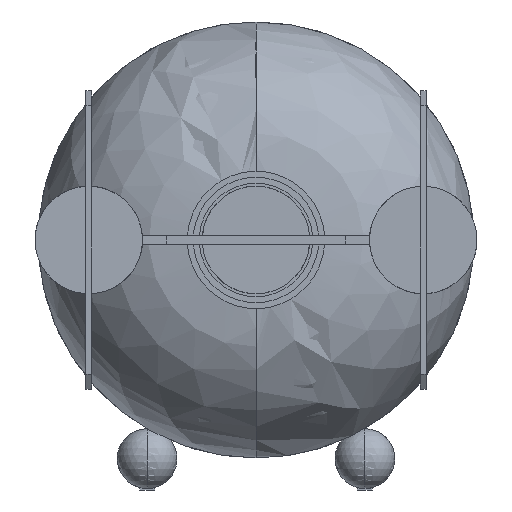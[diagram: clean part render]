
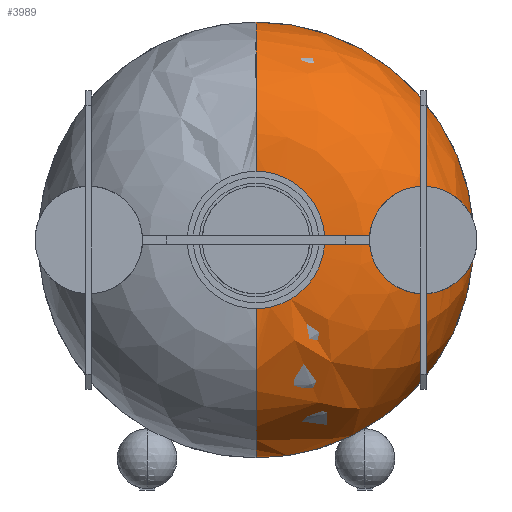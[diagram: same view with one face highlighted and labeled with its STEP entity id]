
A CAD part, left-side view. The second image highlights one B-rep face of the part: STEP entity #3989.
In plain terms, the highlighted free-form (B-spline) face has degree [5, 6] with [11, 7] control points.
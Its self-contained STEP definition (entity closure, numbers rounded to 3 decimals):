
#3706=CARTESIAN_POINT('NONE',(-150.,0.,23.));
#3707=VERTEX_POINT('NONE',#3706);
#3708=CARTESIAN_POINT('NONE',(-150.,0.,-23.));
#3709=VERTEX_POINT('NONE',#3708);
#3710=B_SPLINE_CURVE_WITH_KNOTS('*CRV393',5,(#3711,#3712,#3713,#3714,#3715,#3716,#3717,#3718,#3719,#3720,#3721),.UNSPECIFIED.,.U.,.U.,(6,5,6),(0.,1.,2.),.UNSPECIFIED.);
#3711=CARTESIAN_POINT('NONE',(-150.,-0.001,23.));
#3712=CARTESIAN_POINT('NONE',(-150.,-7.,22.998));
#3713=CARTESIAN_POINT('NONE',(-150.,-14.007,20.345));
#3714=CARTESIAN_POINT('NONE',(-150.,-19.634,14.987));
#3715=CARTESIAN_POINT('NONE',(-150.,-22.627,8.118));
#3716=CARTESIAN_POINT('NONE',(-150.,-22.972,1.129));
#3717=CARTESIAN_POINT('NONE',(-150.,-23.335,-6.311));
#3718=CARTESIAN_POINT('NONE',(-150.,-20.702,-13.913));
#3719=CARTESIAN_POINT('NONE',(-150.,-14.913,-19.993));
#3720=CARTESIAN_POINT('NONE',(-150.,-7.45,-22.997));
#3721=CARTESIAN_POINT('NONE',(-150.,-0.001,-23.));
#3722=EDGE_CURVE('NONE',#3707,#3709,#3710,.T.);
#3834=B_SPLINE_CURVE_WITH_KNOTS('*CRV400',8,(#3835,#3836,#3837,#3838,#3839,#3840,#3841,#3842,#3843),.UNSPECIFIED.,.U.,.U.,(9,9),(0.,1.),.UNSPECIFIED.);
#3835=CARTESIAN_POINT('NONE',(-100.,0.,73.));
#3836=CARTESIAN_POINT('NONE',(-100.,-28.667,73.001));
#3837=CARTESIAN_POINT('NONE',(-100.,-57.335,60.129));
#3838=CARTESIAN_POINT('NONE',(-100.,-79.262,34.419));
#3839=CARTESIAN_POINT('NONE',(-100.,-87.733,0.));
#3840=CARTESIAN_POINT('NONE',(-100.,-79.262,-34.419));
#3841=CARTESIAN_POINT('NONE',(-100.,-57.335,-60.129));
#3842=CARTESIAN_POINT('NONE',(-100.,-28.667,-73.001));
#3843=CARTESIAN_POINT('NONE',(-100.,0.,-73.));
#3844=EDGE_CURVE('NONE',#3887,#3868,#3834,.T.);
#3867=CARTESIAN_POINT('NONE',(-100.,0.,-73.));
#3868=VERTEX_POINT('NONE',#3867);
#3885=ORIENTED_EDGE('NONE',*,*,#3722,.F.);
#3886=CARTESIAN_POINT('NONE',(-100.,0.,73.));
#3887=VERTEX_POINT('NONE',#3886);
#3888=B_SPLINE_CURVE_WITH_KNOTS('*CRV403',6,(#3889,#3890,#3891,#3892,#3893,#3894,#3895),.UNSPECIFIED.,.U.,.U.,(7,7),(0.,1.),.UNSPECIFIED.);
#3889=CARTESIAN_POINT('NONE',(-100.,0.,73.));
#3890=CARTESIAN_POINT('NONE',(-113.09,0.,73.));
#3891=CARTESIAN_POINT('NONE',(-126.178,0.,68.889));
#3892=CARTESIAN_POINT('NONE',(-137.66,0.,60.66));
#3893=CARTESIAN_POINT('NONE',(-145.889,-0.001,49.178));
#3894=CARTESIAN_POINT('NONE',(-150.,-0.001,36.09));
#3895=CARTESIAN_POINT('NONE',(-150.,-0.001,23.));
#3896=EDGE_CURVE('NONE',#3887,#3707,#3888,.T.);
#3897=ORIENTED_EDGE('NONE',*,*,#3896,.F.);
#3898=ORIENTED_EDGE('NONE',*,*,#3844,.T.);
#3899=B_SPLINE_CURVE_WITH_KNOTS('*CRV404',6,(#3900,#3901,#3902,#3903,#3904,#3905,#3906),.UNSPECIFIED.,.U.,.U.,(7,7),(0.,1.),.UNSPECIFIED.);
#3900=CARTESIAN_POINT('NONE',(-100.,0.,-73.));
#3901=CARTESIAN_POINT('NONE',(-113.09,0.,-73.));
#3902=CARTESIAN_POINT('NONE',(-126.178,0.,-68.889));
#3903=CARTESIAN_POINT('NONE',(-137.66,0.,-60.66));
#3904=CARTESIAN_POINT('NONE',(-145.889,-0.001,-49.178));
#3905=CARTESIAN_POINT('NONE',(-150.,-0.001,-36.09));
#3906=CARTESIAN_POINT('NONE',(-150.,-0.001,-23.));
#3907=EDGE_CURVE('NONE',#3868,#3709,#3899,.T.);
#3908=ORIENTED_EDGE('NONE',*,*,#3907,.T.);
#3909=EDGE_LOOP('NONE',(#3885,#3897,#3898,#3908));
#3910=FACE_OUTER_BOUND('NONE',#3909,.F.);
#3911=B_SPLINE_SURFACE_WITH_KNOTS('*SUR11',5,6,((#3912,#3913,#3914,#3915,#3916,#3917,#3918),(#3919,#3920,#3921,#3922,#3923,#3924,#3925),(#3926,#3927,#3928,#3929,#3930,#3931,#3932),(#3933,#3934,#3935,#3936,#3937,#3938,#3939),(#3940,#3941,#3942,#3943,#3944,#3945,#3946),(#3947,#3948,#3949,#3950,#3951,#3952,#3953),(#3954,#3955,#3956,#3957,#3958,#3959,#3960),(#3961,#3962,#3963,#3964,#3965,#3966,#3967),(#3968,#3969,#3970,#3971,#3972,#3973,#3974),(#3975,#3976,#3977,#3978,#3979,#3980,#3981),(#3982,#3983,#3984,#3985,#3986,#3987,#3988)),.UNSPECIFIED.,.U.,.U.,.U.,(6,5,6),(7,7),(0.,1.,2.),(0.,1.),.UNSPECIFIED.);
#3912=CARTESIAN_POINT('NONE',(-100.,0.,-73.));
#3913=CARTESIAN_POINT('NONE',(-113.09,0.,-73.));
#3914=CARTESIAN_POINT('NONE',(-126.178,0.,-68.889));
#3915=CARTESIAN_POINT('NONE',(-137.66,0.,-60.66));
#3916=CARTESIAN_POINT('NONE',(-145.889,-0.001,-49.178));
#3917=CARTESIAN_POINT('NONE',(-150.,-0.001,-36.09));
#3918=CARTESIAN_POINT('NONE',(-150.,-0.001,-23.));
#3919=CARTESIAN_POINT('NONE',(-100.,-10.751,-73.));
#3920=CARTESIAN_POINT('NONE',(-113.091,-10.751,-73.));
#3921=CARTESIAN_POINT('NONE',(-126.179,-10.145,-68.889));
#3922=CARTESIAN_POINT('NONE',(-137.66,-8.933,-60.659));
#3923=CARTESIAN_POINT('NONE',(-145.89,-7.242,-49.178));
#3924=CARTESIAN_POINT('NONE',(-150.,-5.313,-36.089));
#3925=CARTESIAN_POINT('NONE',(-150.,-3.385,-22.999));
#3926=CARTESIAN_POINT('NONE',(-100.,-21.5,-71.021));
#3927=CARTESIAN_POINT('NONE',(-113.09,-21.5,-71.021));
#3928=CARTESIAN_POINT('NONE',(-126.178,-20.29,-67.022));
#3929=CARTESIAN_POINT('NONE',(-137.659,-17.866,-59.016));
#3930=CARTESIAN_POINT('NONE',(-145.888,-14.485,-47.846));
#3931=CARTESIAN_POINT('NONE',(-150.,-10.63,-35.113));
#3932=CARTESIAN_POINT('NONE',(-150.,-6.775,-22.378));
#3933=CARTESIAN_POINT('NONE',(-100.,-31.764,-67.062));
#3934=CARTESIAN_POINT('NONE',(-113.09,-31.764,-67.062));
#3935=CARTESIAN_POINT('NONE',(-126.178,-29.976,-63.286));
#3936=CARTESIAN_POINT('NONE',(-137.659,-26.395,-55.726));
#3937=CARTESIAN_POINT('NONE',(-145.889,-21.399,-45.178));
#3938=CARTESIAN_POINT('NONE',(-150.,-15.705,-33.155));
#3939=CARTESIAN_POINT('NONE',(-150.,-10.009,-21.129));
#3940=CARTESIAN_POINT('NONE',(-100.,-41.058,-61.309));
#3941=CARTESIAN_POINT('NONE',(-113.09,-41.058,-61.309));
#3942=CARTESIAN_POINT('NONE',(-126.178,-38.746,-57.856));
#3943=CARTESIAN_POINT('NONE',(-137.66,-34.118,-50.945));
#3944=CARTESIAN_POINT('NONE',(-145.889,-27.66,-41.302));
#3945=CARTESIAN_POINT('NONE',(-150.,-20.299,-30.31));
#3946=CARTESIAN_POINT('NONE',(-150.,-12.936,-19.316));
#3947=CARTESIAN_POINT('NONE',(-100.,-49.028,-54.088));
#3948=CARTESIAN_POINT('NONE',(-113.09,-49.028,-54.088));
#3949=CARTESIAN_POINT('NONE',(-126.178,-46.267,-51.042));
#3950=CARTESIAN_POINT('NONE',(-137.66,-40.74,-44.945));
#3951=CARTESIAN_POINT('NONE',(-145.889,-33.029,-36.438));
#3952=CARTESIAN_POINT('NONE',(-150.,-24.238,-26.74));
#3953=CARTESIAN_POINT('NONE',(-150.,-15.447,-17.041));
#3954=CARTESIAN_POINT('NONE',(-100.,-74.92,-30.578));
#3955=CARTESIAN_POINT('NONE',(-113.09,-74.92,-30.578));
#3956=CARTESIAN_POINT('NONE',(-126.178,-70.701,-28.856));
#3957=CARTESIAN_POINT('NONE',(-137.659,-62.255,-25.409));
#3958=CARTESIAN_POINT('NONE',(-145.889,-50.473,-20.6));
#3959=CARTESIAN_POINT('NONE',(-150.,-37.041,-15.118));
#3960=CARTESIAN_POINT('NONE',(-150.,-23.607,-9.635));
#3961=CARTESIAN_POINT('NONE',(-100.,-87.363,8.917));
#3962=CARTESIAN_POINT('NONE',(-113.091,-87.363,8.917));
#3963=CARTESIAN_POINT('NONE',(-126.179,-82.442,8.415));
#3964=CARTESIAN_POINT('NONE',(-137.66,-72.593,7.41));
#3965=CARTESIAN_POINT('NONE',(-145.889,-58.852,6.008));
#3966=CARTESIAN_POINT('NONE',(-150.,-43.188,4.41));
#3967=CARTESIAN_POINT('NONE',(-150.,-27.521,2.811));
#3968=CARTESIAN_POINT('NONE',(-100.,-70.719,52.061));
#3969=CARTESIAN_POINT('NONE',(-113.09,-70.719,52.061));
#3970=CARTESIAN_POINT('NONE',(-126.178,-66.737,49.129));
#3971=CARTESIAN_POINT('NONE',(-137.659,-58.766,43.26));
#3972=CARTESIAN_POINT('NONE',(-145.889,-47.644,35.072));
#3973=CARTESIAN_POINT('NONE',(-150.,-34.966,25.737));
#3974=CARTESIAN_POINT('NONE',(-150.,-22.286,16.402));
#3975=CARTESIAN_POINT('NONE',(-100.,-34.978,72.97));
#3976=CARTESIAN_POINT('NONE',(-113.09,-34.978,72.97));
#3977=CARTESIAN_POINT('NONE',(-126.178,-33.008,68.86));
#3978=CARTESIAN_POINT('NONE',(-137.66,-29.064,60.634));
#3979=CARTESIAN_POINT('NONE',(-145.889,-23.563,49.158));
#3980=CARTESIAN_POINT('NONE',(-150.,-17.291,36.076));
#3981=CARTESIAN_POINT('NONE',(-150.,-11.018,22.991));
#3982=CARTESIAN_POINT('NONE',(-100.,0.,73.));
#3983=CARTESIAN_POINT('NONE',(-113.09,0.,73.));
#3984=CARTESIAN_POINT('NONE',(-126.178,0.,68.889));
#3985=CARTESIAN_POINT('NONE',(-137.66,0.,60.66));
#3986=CARTESIAN_POINT('NONE',(-145.889,-0.001,49.178));
#3987=CARTESIAN_POINT('NONE',(-150.,-0.001,36.09));
#3988=CARTESIAN_POINT('NONE',(-150.,-0.001,23.));
#3989=ADVANCED_FACE('*FAC26',(#3910),#3911,.T.);
